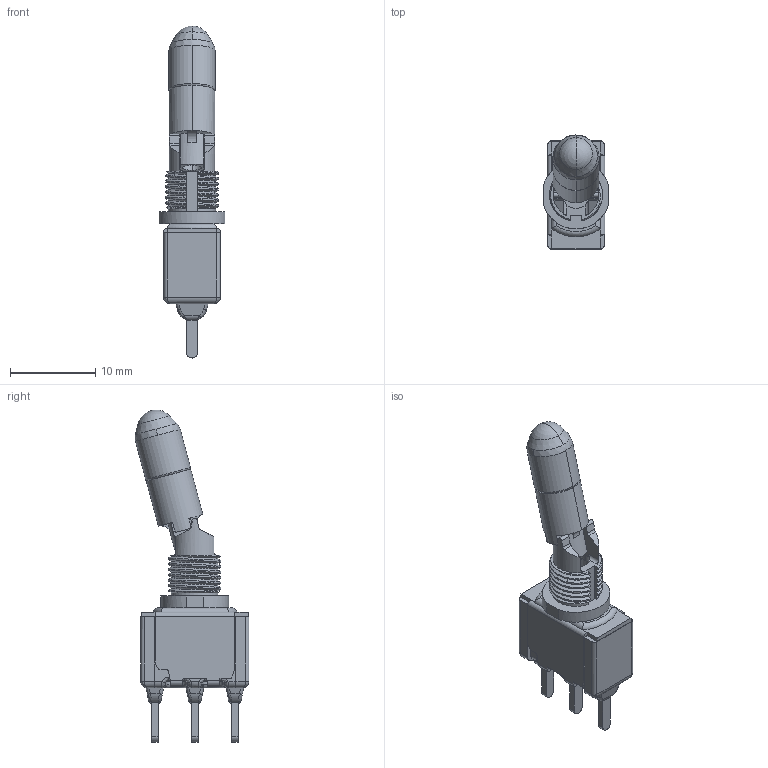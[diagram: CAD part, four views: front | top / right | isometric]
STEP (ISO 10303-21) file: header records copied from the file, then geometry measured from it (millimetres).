
FILE_DESCRIPTION((''),'2;1');
FILE_NAME('SW_C&K_7101K2CQE.stp','2016-08-25T17:50:27',(''),(''),'Mechanical Desktop 2011','Mechanical Desktop 2011',', , ');
FILE_SCHEMA(('AUTOMOTIVE_DESIGN { 1 2 10303 214 1 1 1 1 }'));
Length unit declared in the file: millimetre
Products named in the file (1): Product
Bounding box: 7.72 x 13.38 x 38.97 mm (x, y, z)
Volume: 1096.8 mm3; surface area: 1938 mm2
Topology: 5 solids, 5 shells, 508 faces, 1362 edges, 856 vertices
Faces by surface type: plane 209, cylinder 160, bspline 105, torus 18, cone 14, sphere 2
Entity records: 24683 total; most frequent: CARTESIAN_POINT 12476, ORIENTED_EDGE 2700, DIRECTION 2368, EDGE_CURVE 1350, VERTEX_POINT 856, AXIS2_PLACEMENT_3D 852, VECTOR 664, LINE 664
